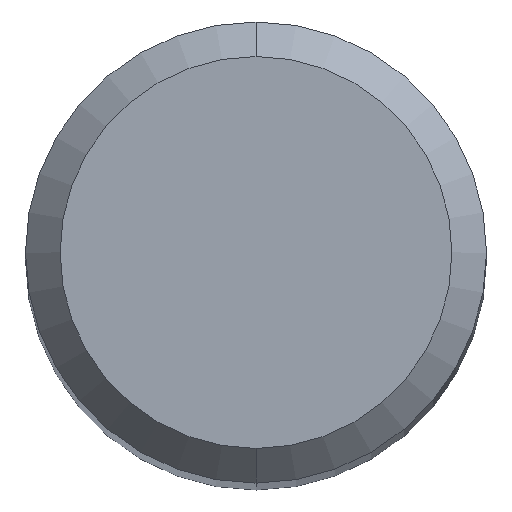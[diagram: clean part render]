
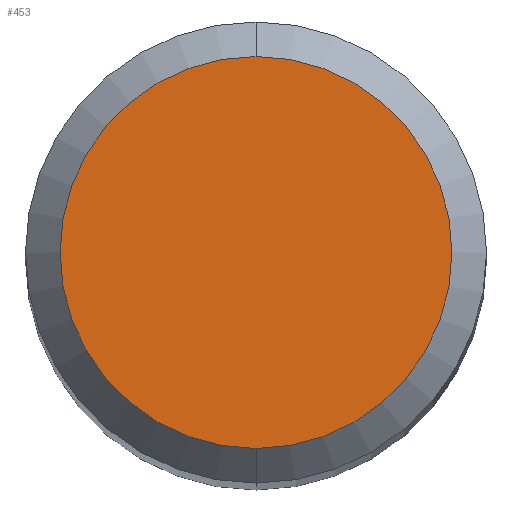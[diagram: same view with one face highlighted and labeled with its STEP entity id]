
A CAD part, top view. The second image highlights one B-rep face of the part: STEP entity #453.
In plain terms, the highlighted planar face has unit normal (0, 0, 1).
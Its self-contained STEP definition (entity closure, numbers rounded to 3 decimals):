
#453=ADVANCED_FACE('',(#1283),#1284,.T.);
#557=EDGE_CURVE('',#933,#795,#1395,.T.);
#795=VERTEX_POINT('',#1649);
#933=VERTEX_POINT('',#1796);
#1087=EDGE_CURVE('',#795,#933,#1968,.T.);
#1283=FACE_OUTER_BOUND('',#2343,.T.);
#1284=PLANE('',#2344);
#1395=CIRCLE('',#2946,1.7);
#1649=CARTESIAN_POINT('',(0.,-1.7,0.0));
#1796=CARTESIAN_POINT('',(0.0,1.7,0.0));
#1968=CIRCLE('',#5130,1.7);
#2343=EDGE_LOOP('',(#5912,#5913));
#2344=AXIS2_PLACEMENT_3D('',#5914,#5915,#5916);
#2946=AXIS2_PLACEMENT_3D('',#5996,#5997,#5998);
#5130=AXIS2_PLACEMENT_3D('',#6582,#6583,#6584);
#5912=ORIENTED_EDGE('',*,*,#557,.F.);
#5913=ORIENTED_EDGE('',*,*,#1087,.F.);
#5914=CARTESIAN_POINT('',(0.0,0.85,0.0));
#5915=DIRECTION('',(-0.0,0.0,1.0));
#5916=DIRECTION('',(0.0,-1.0,0.0));
#5996=CARTESIAN_POINT('',(0.0,0.0,0.0));
#5997=DIRECTION('',(0.0,0.0,-1.0));
#5998=DIRECTION('',(0.0,1.0,0.0));
#6582=CARTESIAN_POINT('',(0.0,0.0,0.0));
#6583=DIRECTION('',(0.0,0.0,-1.0));
#6584=DIRECTION('',(0.0,1.0,0.0));
